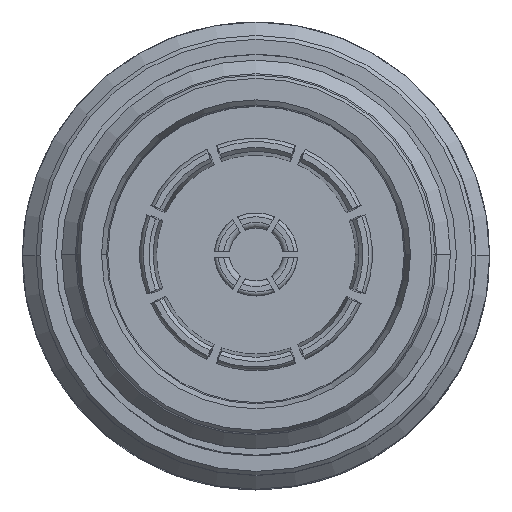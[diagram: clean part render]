
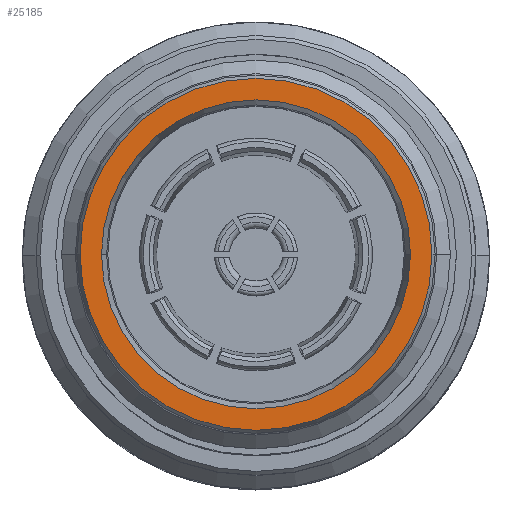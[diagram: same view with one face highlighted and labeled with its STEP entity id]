
A CAD part, top view. The second image highlights one B-rep face of the part: STEP entity #25185.
In plain terms, the highlighted planar face has unit normal (0, 0, 1).
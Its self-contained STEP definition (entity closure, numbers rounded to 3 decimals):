
#167 = EDGE_CURVE ( 'NONE', #17556, #2442, #18775, .T. ) ;
#1229 = DIRECTION ( 'NONE',  ( 0., 0., 1. ) ) ;
#2351 = AXIS2_PLACEMENT_3D ( 'NONE', #23710, #13630, #23984 ) ;
#2442 = VERTEX_POINT ( 'NONE', #10927 ) ;
#2959 = CIRCLE ( 'NONE', #6363, 7.9 ) ;
#3016 = FACE_OUTER_BOUND ( 'NONE', #17922, .T. ) ;
#3451 = VERTEX_POINT ( 'NONE', #12831 ) ;
#6363 = AXIS2_PLACEMENT_3D ( 'NONE', #13416, #1229, #17385 ) ;
#6954 = EDGE_LOOP ( 'NONE', ( #23628, #10083 ) ) ;
#7359 = AXIS2_PLACEMENT_3D ( 'NONE', #9657, #11622, #21822 ) ;
#7677 = EDGE_CURVE ( 'NONE', #8178, #3451, #19163, .T. ) ;
#8178 = VERTEX_POINT ( 'NONE', #11591 ) ;
#9292 = EDGE_CURVE ( 'NONE', #3451, #8178, #19249, .T. ) ;
#9657 = CARTESIAN_POINT ( 'NONE',  ( 0., 0., 0. ) ) ;
#9662 = FACE_BOUND ( 'NONE', #6954, .T. ) ;
#10083 = ORIENTED_EDGE ( 'NONE', *, *, #14222, .F. ) ;
#10145 = ORIENTED_EDGE ( 'NONE', *, *, #9292, .T. ) ;
#10927 = CARTESIAN_POINT ( 'NONE',  ( -7.9, 0., 0. ) ) ;
#11588 = CARTESIAN_POINT ( 'NONE',  ( 0., 0., 0. ) ) ;
#11591 = CARTESIAN_POINT ( 'NONE',  ( -9., 0., 0. ) ) ;
#11622 = DIRECTION ( 'NONE',  ( 0., 0., 1. ) ) ;
#11628 = PLANE ( 'NONE',  #23668 ) ;
#12831 = CARTESIAN_POINT ( 'NONE',  ( 9., 0., 0. ) ) ;
#13416 = CARTESIAN_POINT ( 'NONE',  ( 0., 0., 0. ) ) ;
#13630 = DIRECTION ( 'NONE',  ( 0., 0., 1. ) ) ;
#14222 = EDGE_CURVE ( 'NONE', #2442, #17556, #2959, .T. ) ;
#14334 = ORIENTED_EDGE ( 'NONE', *, *, #7677, .T. ) ;
#15688 = DIRECTION ( 'NONE',  ( 0., 0., 1. ) ) ;
#15736 = DIRECTION ( 'NONE',  ( -1., 0., 0. ) ) ;
#17385 = DIRECTION ( 'NONE',  ( 1., 0., 0. ) ) ;
#17556 = VERTEX_POINT ( 'NONE', #21226 ) ;
#17922 = EDGE_LOOP ( 'NONE', ( #14334, #10145 ) ) ;
#18775 = CIRCLE ( 'NONE', #7359, 7.9 ) ;
#19163 = CIRCLE ( 'NONE', #25142, 9. ) ;
#19249 = CIRCLE ( 'NONE', #2351, 9. ) ;
#19907 = DIRECTION ( 'NONE',  ( 1., 0., 0. ) ) ;
#21226 = CARTESIAN_POINT ( 'NONE',  ( 7.9, 0., 0. ) ) ;
#21822 = DIRECTION ( 'NONE',  ( 1., 0., 0. ) ) ;
#21827 = DIRECTION ( 'NONE',  ( 0., 0., -1. ) ) ;
#23628 = ORIENTED_EDGE ( 'NONE', *, *, #167, .F. ) ;
#23668 = AXIS2_PLACEMENT_3D ( 'NONE', #25967, #21827, #15736 ) ;
#23710 = CARTESIAN_POINT ( 'NONE',  ( 0., 0., 0. ) ) ;
#23984 = DIRECTION ( 'NONE',  ( 1., 0., 0. ) ) ;
#25142 = AXIS2_PLACEMENT_3D ( 'NONE', #11588, #15688, #19907 ) ;
#25185 = ADVANCED_FACE ( 'NONE', ( #3016, #9662 ), #11628, .F. ) ;
#25967 = CARTESIAN_POINT ( 'NONE',  ( 0., 0., 0. ) ) ;
